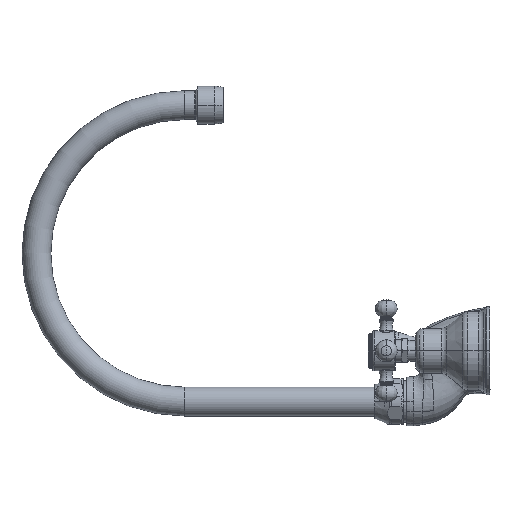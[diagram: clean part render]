
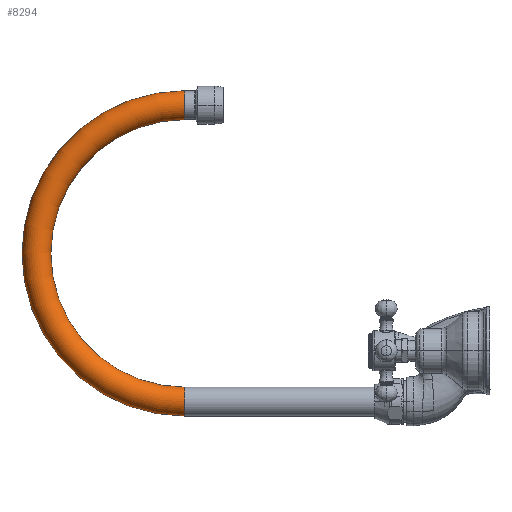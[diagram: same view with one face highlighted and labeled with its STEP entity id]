
A CAD part, left-side view. The second image highlights one B-rep face of the part: STEP entity #8294.
In plain terms, the highlighted toroidal (fillet/blend) face has major radius 92.5 mm and minor radius 9 mm.
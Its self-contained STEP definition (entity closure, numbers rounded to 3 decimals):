
#880=CARTESIAN_POINT('',(0.,190.5,153.3));
#881=DIRECTION('',(0.,-1.,0.));
#882=DIRECTION('',(0.,0.,1.));
#883=AXIS2_PLACEMENT_3D('',#880,#881,#882);
#913=CARTESIAN_POINT('',(0.,190.5,60.8));
#914=DIRECTION('',(1.,0.,0.));
#915=DIRECTION('',(0.,0.,-1.));
#916=AXIS2_PLACEMENT_3D('',#913,#914,#915);
#946=CARTESIAN_POINT('',(0.,190.5,-31.7));
#947=DIRECTION('',(0.,1.,0.));
#948=DIRECTION('',(0.,0.,-1.));
#949=AXIS2_PLACEMENT_3D('',#946,#947,#948);
#951=CARTESIAN_POINT('',(0.,190.5,60.8));
#952=DIRECTION('',(1.,0.,0.));
#953=DIRECTION('',(0.,0.,-1.));
#954=AXIS2_PLACEMENT_3D('',#951,#952,#953);
#5930=CARTESIAN_POINT('',(0.,190.5,-22.7));
#5931=CARTESIAN_POINT('',(0.,190.5,-40.7));
#5932=VERTEX_POINT('',#5930);
#5933=VERTEX_POINT('',#5931);
#5938=CARTESIAN_POINT('',(0.,190.5,144.3));
#5939=CARTESIAN_POINT('',(0.,190.5,162.3));
#5940=VERTEX_POINT('',#5938);
#5941=VERTEX_POINT('',#5939);
#8283=CARTESIAN_POINT('',(0.,190.5,60.8));
#8284=DIRECTION('',(1.,0.,0.));
#8285=DIRECTION('',(0.,0.,1.));
#8286=AXIS2_PLACEMENT_3D('',#8283,#8284,#8285);
#8287=TOROIDAL_SURFACE('',#8286,92.5,9.);
#8288=ORIENTED_EDGE('',*,*,#8270,.F.);
#8289=ORIENTED_EDGE('',*,*,#8186,.T.);
#8290=ORIENTED_EDGE('',*,*,#8122,.T.);
#8291=ORIENTED_EDGE('',*,*,#8183,.F.);
#8292=EDGE_LOOP('',(#8288,#8289,#8290,#8291));
#8293=FACE_OUTER_BOUND('',#8292,.F.);
#8294=ADVANCED_FACE('',(#8293),#8287,.T.);
#884=CIRCLE('',#883,9.);
#917=CIRCLE('',#916,83.5);
#950=CIRCLE('',#949,9.);
#955=CIRCLE('',#954,101.5);
#8122=EDGE_CURVE('',#5941,#5940,#884,.T.);
#8183=EDGE_CURVE('',#5932,#5940,#917,.T.);
#8186=EDGE_CURVE('',#5933,#5941,#955,.T.);
#8270=EDGE_CURVE('',#5933,#5932,#950,.T.);
